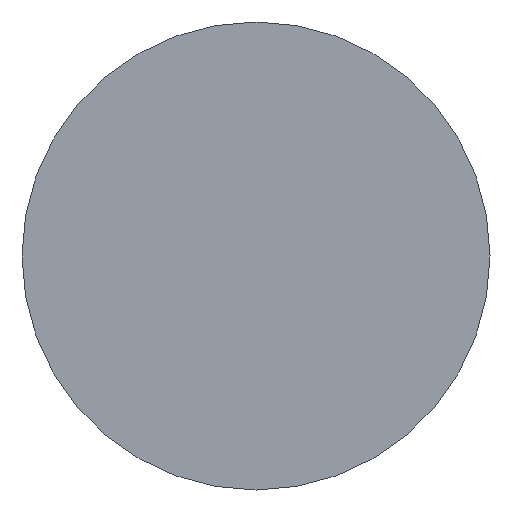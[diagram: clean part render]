
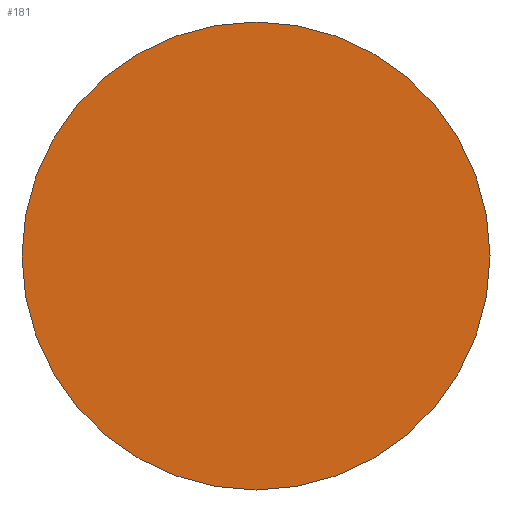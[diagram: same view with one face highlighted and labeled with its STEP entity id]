
A CAD part, front view. The second image highlights one B-rep face of the part: STEP entity #181.
In plain terms, the highlighted planar face has unit normal (0, -1, 0).
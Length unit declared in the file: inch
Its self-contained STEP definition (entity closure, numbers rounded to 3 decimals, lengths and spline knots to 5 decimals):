
#36=PLANE('',#232);
#49=FACE_OUTER_BOUND('',#67,.T.);
#67=EDGE_LOOP('',(#142));
#96=CIRCLE('',#230,0.5);
#108=VERTEX_POINT('',#342);
#121=EDGE_CURVE('',#108,#108,#96,.T.);
#142=ORIENTED_EDGE('',*,*,#121,.F.);
#181=ADVANCED_FACE('',(#49),#36,.F.);
#230=AXIS2_PLACEMENT_3D('',#344,#270,#271);
#232=AXIS2_PLACEMENT_3D('',#346,#274,#275);
#270=DIRECTION('center_axis',(0.,1.,0.));
#271=DIRECTION('ref_axis',(1.,0.,0.));
#274=DIRECTION('center_axis',(0.,1.,0.));
#275=DIRECTION('ref_axis',(1.,0.,0.));
#342=CARTESIAN_POINT('',(-0.5,0.,0.));
#344=CARTESIAN_POINT('Origin',(0.,0.,0.));
#346=CARTESIAN_POINT('Origin',(0.,0.,0.));
